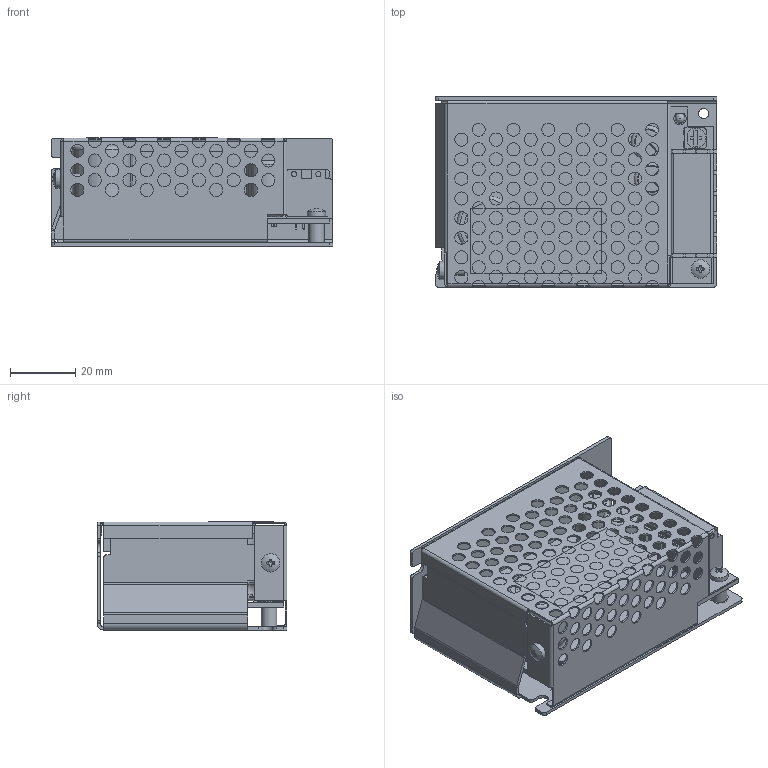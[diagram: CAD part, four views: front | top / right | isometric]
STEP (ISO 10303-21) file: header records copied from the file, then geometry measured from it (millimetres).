
FILE_DESCRIPTION(/* description */ (''),/* implementation_level */ '2;1');
FILE_NAME(/* name */ '78d1338e-0e48-4e59-98c2-d0b4dc44cc74.stp',/* time_stamp */ '2019-07-28T19:12:08+00:00',/* author */ (''),/* organization */ (''),/* preprocessor_version */ 'ST-DEVELOPER v18',/* originating_system */ 'Autodesk Translation Framework v8.2.0.1029',/* authorisation */ '');
FILE_SCHEMA (('AUTOMOTIVE_DESIGN { 1 0 10303 214 3 1 1 }'));
Length unit declared in the file: millimetre
Products named in the file (23): Power Supply S-60-12; Base; Cover; Torretta; Basetta; Screw Terminal; Cover_1; Corpo; GruppoVite; GruppoVite_1; GruppoVite_2; GruppoVite_3; GruppoVite_4; DadoBasso; ISO 7045 - d M3 x l 6 - 4.8 - H; DadoAlto; Pot - RES_VAR1; LED 3mm Green v1; ISO 7045 - d M3 x l 6 - 4.8 - H_1; CAP_RAD_D18x20_POL_BK; CAP_RAD_D10x16_POL_BK; Img02; Img01
Assembly tree (38 placements, depth 4):
  Power Supply S-60-12
    Base
    Cover
    Torretta  x2
    Basetta
    Screw Terminal
      Cover_1
      Corpo
      GruppoVite
        DadoBasso
        ISO 7045 - d M3 x l 6 - 4.8 - H
        DadoAlto
      GruppoVite_1
        DadoBasso
        ISO 7045 - d M3 x l 6 - 4.8 - H
        DadoAlto
      GruppoVite_2
        DadoBasso
        ISO 7045 - d M3 x l 6 - 4.8 - H
        DadoAlto
      GruppoVite_3
        DadoBasso
        ISO 7045 - d M3 x l 6 - 4.8 - H
        DadoAlto
      GruppoVite_4
        DadoBasso
        ISO 7045 - d M3 x l 6 - 4.8 - H
        DadoAlto
    Pot - RES_VAR1
    LED 3mm Green v1
    ISO 7045 - d M3 x l 6 - 4.8 - H_1  x3
    CAP_RAD_D18x20_POL_BK
    CAP_RAD_D10x16_POL_BK  x2
    Img02
    Img01
Bounding box: 86 x 58.02 x 33.02 mm (x, y, z)
Volume: 31446.7 mm3; surface area: 55580.3 mm2
Topology: 44 solids, 44 shells, 1913 faces, 5038 edges, 3235 vertices
Faces by surface type: plane 879, cylinder 588, bspline 137, torus 136, cone 105, sphere 68
Full cylindrical faces by diameter (mm): 0.6 x4, 0.8 x2, 1.6 x8, 2.459 x8, 2.529 x8, 2.927 x5, 3 x14, 3.1 x1, 3.2 x5, 4 x126, 4.5 x5, 4.8 x2, 5.6 x3, 7.875 x4, 13.875 x2
Entity records: 42356 total; most frequent: CARTESIAN_POINT 10905, ORIENTED_EDGE 6506, DIRECTION 5963, EDGE_CURVE 3253, VERTEX_POINT 2108, LINE 2015, VECTOR 2015, AXIS2_PLACEMENT_3D 1974
